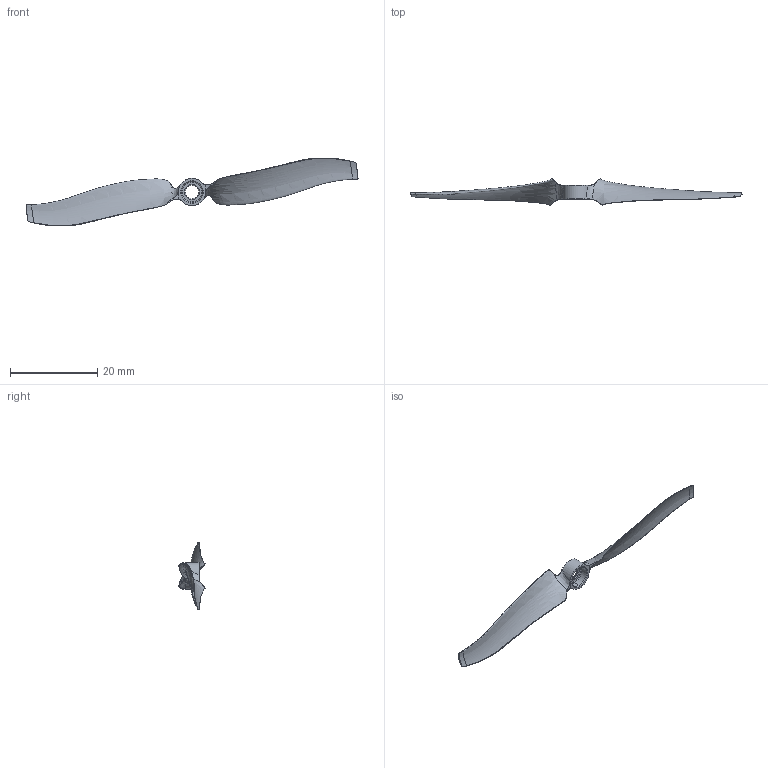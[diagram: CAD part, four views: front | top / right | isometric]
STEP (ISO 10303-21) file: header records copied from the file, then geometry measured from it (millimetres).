
FILE_DESCRIPTION (( 'STEP AP214' ), '1' );
FILE_NAME ('3x1.5.STEP', '2016-05-15T20:05:26', ( '' ), ( '' ), 'SwSTEP 2.0', 'SolidWorks 2016', '' );
FILE_SCHEMA (( 'AUTOMOTIVE_DESIGN' ));
Length unit declared in the file: inch
Products named in the file (1): 3x1.5
Bounding box: 75.97 x 5.96 x 15.54 mm (x, y, z)
Volume: 282.9 mm3; surface area: 1122.9 mm2
Topology: 1 solids, 1 shells, 99 faces, 225 edges, 130 vertices
Faces by surface type: bspline 58, cylinder 19, torus 18, plane 4
Entity records: 14647 total; most frequent: CARTESIAN_POINT 12741, ORIENTED_EDGE 450, DIRECTION 299, EDGE_CURVE 225, AXIS2_PLACEMENT_3D 142, VERTEX_POINT 130, B_SPLINE_CURVE_WITH_KNOTS 110, EDGE_LOOP 103
